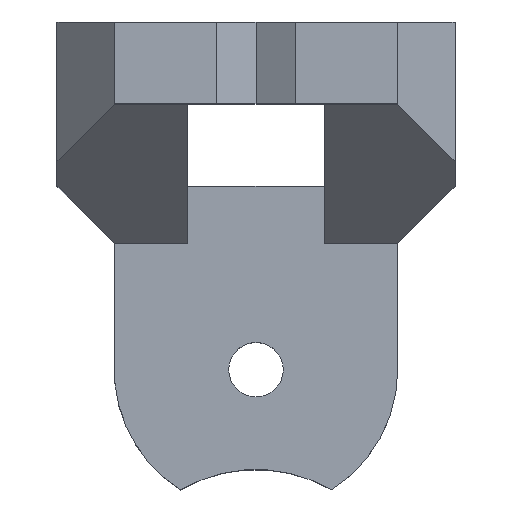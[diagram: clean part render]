
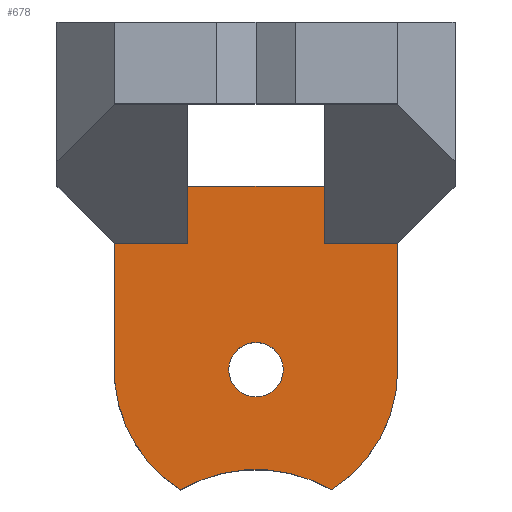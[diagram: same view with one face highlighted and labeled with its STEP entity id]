
A CAD part, top view. The second image highlights one B-rep face of the part: STEP entity #678.
In plain terms, the highlighted planar face has unit normal (0, 0, 1).
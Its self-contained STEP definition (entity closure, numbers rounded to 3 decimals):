
#15=FACE_BOUND('',#85,.T.);
#21=PLANE('',#728);
#50=FACE_OUTER_BOUND('',#84,.T.);
#84=EDGE_LOOP('',(#477,#478,#479,#480,#481,#482,#483,#484,#485,#486));
#85=EDGE_LOOP('',(#487));
#125=LINE('',#966,#212);
#126=LINE('',#968,#213);
#127=LINE('',#970,#214);
#128=LINE('',#972,#215);
#129=LINE('',#974,#216);
#130=LINE('',#976,#217);
#131=LINE('',#978,#218);
#212=VECTOR('',#785,10.);
#213=VECTOR('',#786,10.);
#214=VECTOR('',#787,10.);
#215=VECTOR('',#788,10.);
#216=VECTOR('',#789,10.);
#217=VECTOR('',#790,10.);
#218=VECTOR('',#791,10.);
#298=CIRCLE('',#727,5.5);
#299=CIRCLE('',#729,5.2);
#300=CIRCLE('',#730,5.2);
#301=CIRCLE('',#731,1.);
#311=VERTEX_POINT('',#957);
#312=VERTEX_POINT('',#959);
#313=VERTEX_POINT('',#963);
#314=VERTEX_POINT('',#965);
#315=VERTEX_POINT('',#967);
#316=VERTEX_POINT('',#969);
#317=VERTEX_POINT('',#971);
#318=VERTEX_POINT('',#973);
#319=VERTEX_POINT('',#975);
#320=VERTEX_POINT('',#977);
#321=VERTEX_POINT('',#980);
#376=EDGE_CURVE('',#312,#311,#298,.T.);
#378=EDGE_CURVE('',#311,#313,#299,.T.);
#379=EDGE_CURVE('',#313,#314,#125,.T.);
#380=EDGE_CURVE('',#315,#314,#126,.T.);
#381=EDGE_CURVE('',#315,#316,#127,.T.);
#382=EDGE_CURVE('',#317,#316,#128,.T.);
#383=EDGE_CURVE('',#317,#318,#129,.T.);
#384=EDGE_CURVE('',#319,#318,#130,.T.);
#385=EDGE_CURVE('',#319,#320,#131,.T.);
#386=EDGE_CURVE('',#320,#312,#300,.T.);
#387=EDGE_CURVE('',#321,#321,#301,.T.);
#477=ORIENTED_EDGE('',*,*,#376,.T.);
#478=ORIENTED_EDGE('',*,*,#378,.T.);
#479=ORIENTED_EDGE('',*,*,#379,.T.);
#480=ORIENTED_EDGE('',*,*,#380,.F.);
#481=ORIENTED_EDGE('',*,*,#381,.T.);
#482=ORIENTED_EDGE('',*,*,#382,.F.);
#483=ORIENTED_EDGE('',*,*,#383,.T.);
#484=ORIENTED_EDGE('',*,*,#384,.F.);
#485=ORIENTED_EDGE('',*,*,#385,.T.);
#486=ORIENTED_EDGE('',*,*,#386,.T.);
#487=ORIENTED_EDGE('',*,*,#387,.F.);
#678=ADVANCED_FACE('',(#50,#15),#21,.T.);
#727=AXIS2_PLACEMENT_3D('',#960,#778,#779);
#728=AXIS2_PLACEMENT_3D('',#962,#781,#782);
#729=AXIS2_PLACEMENT_3D('',#964,#783,#784);
#730=AXIS2_PLACEMENT_3D('',#979,#792,#793);
#731=AXIS2_PLACEMENT_3D('',#981,#794,#795);
#778=DIRECTION('center_axis',(0.,0.,-1.));
#779=DIRECTION('ref_axis',(1.,0.,0.));
#781=DIRECTION('center_axis',(0.,0.,1.));
#782=DIRECTION('ref_axis',(1.,0.,0.));
#783=DIRECTION('center_axis',(0.,0.,1.));
#784=DIRECTION('ref_axis',(-1.,0.,0.));
#785=DIRECTION('',(0.,1.,0.));
#786=DIRECTION('',(1.,0.,0.));
#787=DIRECTION('',(0.,1.,0.));
#788=DIRECTION('',(1.,0.,0.));
#789=DIRECTION('',(0.,-1.,0.));
#790=DIRECTION('',(1.,0.,0.));
#791=DIRECTION('',(0.,-1.,0.));
#792=DIRECTION('center_axis',(0.,0.,1.));
#793=DIRECTION('ref_axis',(-1.,0.,0.));
#794=DIRECTION('center_axis',(0.,0.,1.));
#795=DIRECTION('ref_axis',(-1.,0.,0.));
#957=CARTESIAN_POINT('',(2.761,103.354,61.611));
#959=CARTESIAN_POINT('',(-2.764,103.352,61.611));
#960=CARTESIAN_POINT('Origin',(0.,98.597,61.611));
#962=CARTESIAN_POINT('Origin',(-7.125,115.719,61.611));
#963=CARTESIAN_POINT('',(5.198,107.759,61.611));
#964=CARTESIAN_POINT('Origin',(-0.002,107.759,61.611));
#965=CARTESIAN_POINT('',(5.198,112.393,61.611));
#966=CARTESIAN_POINT('',(5.198,112.064,61.611));
#967=CARTESIAN_POINT('',(2.498,112.393,61.611));
#968=CARTESIAN_POINT('',(-2.314,112.393,61.611));
#969=CARTESIAN_POINT('',(2.498,114.497,61.611));
#970=CARTESIAN_POINT('',(2.498,117.358,61.611));
#971=CARTESIAN_POINT('',(-2.502,114.497,61.611));
#972=CARTESIAN_POINT('',(-4.814,114.497,61.611));
#973=CARTESIAN_POINT('',(-2.502,112.393,61.611));
#974=CARTESIAN_POINT('',(-2.502,118.519,61.611));
#975=CARTESIAN_POINT('',(-5.198,112.393,61.611));
#976=CARTESIAN_POINT('',(-2.291,112.393,61.611));
#977=CARTESIAN_POINT('',(-5.198,107.984,61.611));
#978=CARTESIAN_POINT('',(-5.198,114.336,61.611));
#979=CARTESIAN_POINT('Origin',(-0.002,107.759,61.611));
#980=CARTESIAN_POINT('',(0.998,107.759,61.611));
#981=CARTESIAN_POINT('Origin',(-0.002,107.759,61.611));
